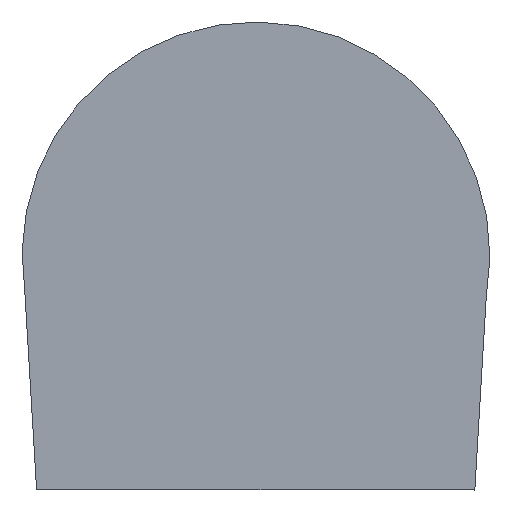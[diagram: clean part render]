
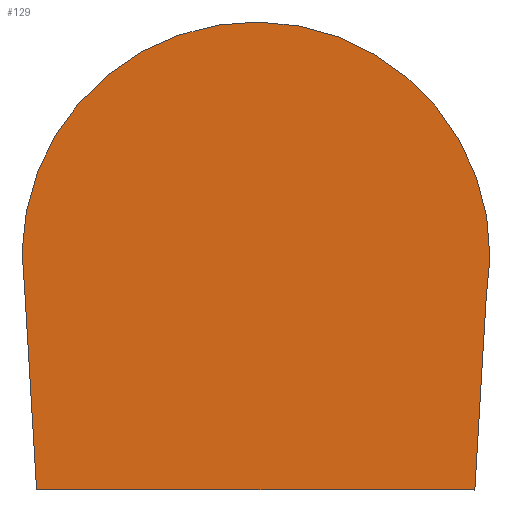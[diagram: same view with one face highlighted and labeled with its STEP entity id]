
A CAD part, top view. The second image highlights one B-rep face of the part: STEP entity #129.
In plain terms, the highlighted planar face has unit normal (0, 0, 1).
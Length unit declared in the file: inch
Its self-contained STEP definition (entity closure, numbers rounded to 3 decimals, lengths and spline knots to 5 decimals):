
#19=CIRCLE('',#148,0.80178);
#28=FACE_OUTER_BOUND('',#35,.T.);
#35=EDGE_LOOP('',(#112,#113,#114,#115,#116));
#36=LINE('',#197,#49);
#40=LINE('',#205,#53);
#44=LINE('',#217,#57);
#47=LINE('',#222,#60);
#49=VECTOR('',#161,0.3937);
#53=VECTOR('',#167,0.3937);
#57=VECTOR('',#179,0.3937);
#60=VECTOR('',#184,0.3937);
#62=VERTEX_POINT('',#195);
#63=VERTEX_POINT('',#196);
#66=VERTEX_POINT('',#204);
#68=VERTEX_POINT('',#210);
#70=VERTEX_POINT('',#216);
#72=EDGE_CURVE('',#62,#63,#36,.T.);
#76=EDGE_CURVE('',#66,#63,#40,.T.);
#79=EDGE_CURVE('',#68,#66,#19,.T.);
#82=EDGE_CURVE('',#70,#68,#44,.T.);
#85=EDGE_CURVE('',#62,#70,#47,.T.);
#112=ORIENTED_EDGE('',*,*,#85,.F.);
#113=ORIENTED_EDGE('',*,*,#72,.T.);
#114=ORIENTED_EDGE('',*,*,#76,.F.);
#115=ORIENTED_EDGE('',*,*,#79,.F.);
#116=ORIENTED_EDGE('',*,*,#82,.F.);
#122=PLANE('',#153);
#129=ADVANCED_FACE('',(#28),#122,.F.);
#148=AXIS2_PLACEMENT_3D('',#211,#172,#173);
#153=AXIS2_PLACEMENT_3D('',#225,#188,#189);
#161=DIRECTION('',(1.,0.,0.));
#167=DIRECTION('',(-0.059,-0.998,0.));
#172=DIRECTION('center_axis',(0.,0.,-1.));
#173=DIRECTION('ref_axis',(-0.988,-0.155,0.));
#179=DIRECTION('',(-0.059,0.998,0.));
#184=DIRECTION('',(-1.,0.,0.));
#188=DIRECTION('center_axis',(0.,0.,-1.));
#189=DIRECTION('ref_axis',(-1.,0.,0.));
#195=CARTESIAN_POINT('',(0.,-0.80178,-0.05));
#196=CARTESIAN_POINT('',(0.75,-0.80178,-0.05));
#197=CARTESIAN_POINT('',(0.,-0.80178,-0.05));
#204=CARTESIAN_POINT('',(0.78893,-0.14295,-0.05));
#205=CARTESIAN_POINT('',(0.78893,-0.14295,-0.05));
#210=CARTESIAN_POINT('',(-0.79208,-0.12432,-0.05));
#211=CARTESIAN_POINT('Origin',(0.,0.,-0.05));
#216=CARTESIAN_POINT('',(-0.75191,-0.80178,-0.05));
#217=CARTESIAN_POINT('',(-0.75191,-0.80178,-0.05));
#222=CARTESIAN_POINT('',(0.,-0.80178,-0.05));
#225=CARTESIAN_POINT('Origin',(0.,0.,-0.05));
